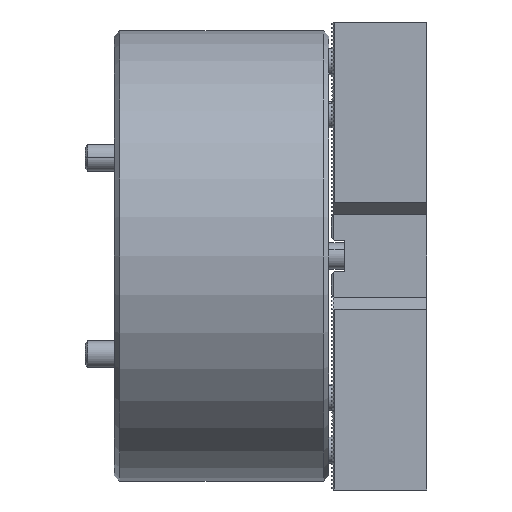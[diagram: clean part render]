
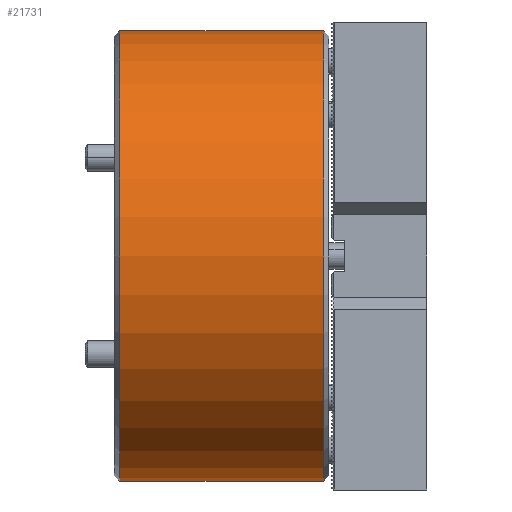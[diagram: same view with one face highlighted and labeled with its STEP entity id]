
A CAD part, front view. The second image highlights one B-rep face of the part: STEP entity #21731.
In plain terms, the highlighted cylindrical face has radius 85 mm (diameter 170 mm), a partial arc.
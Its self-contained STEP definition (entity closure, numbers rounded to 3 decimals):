
#1623 = VERTEX_POINT ( 'NONE', #8746 ) ;
#2278 = LINE ( 'NONE', #9033, #5318 ) ;
#2633 = ORIENTED_EDGE ( 'NONE', *, *, #21890, .T. ) ;
#2666 = ORIENTED_EDGE ( 'NONE', *, *, #3205, .F. ) ;
#3200 = CARTESIAN_POINT ( 'NONE',  ( 329.829, 0., 85. ) ) ;
#3205 = EDGE_CURVE ( 'NONE', #6024, #1623, #18450, .T. ) ;
#3286 = CARTESIAN_POINT ( 'NONE',  ( 329.829, 0., 0. ) ) ;
#3312 = VECTOR ( 'NONE', #9964, 1000. ) ;
#3860 = DIRECTION ( 'NONE',  ( -1., 0., 0. ) ) ;
#5318 = VECTOR ( 'NONE', #15863, 1000. ) ;
#5665 = AXIS2_PLACEMENT_3D ( 'NONE', #3286, #10055, #16882 ) ;
#5840 = CARTESIAN_POINT ( 'NONE',  ( 2., 0., 0. ) ) ;
#6024 = VERTEX_POINT ( 'NONE', #6433 ) ;
#6433 = CARTESIAN_POINT ( 'NONE',  ( 2., 0., 85. ) ) ;
#6461 = VERTEX_POINT ( 'NONE', #21648 ) ;
#6612 = AXIS2_PLACEMENT_3D ( 'NONE', #19115, #3860, #10632 ) ;
#8500 = EDGE_CURVE ( 'NONE', #6024, #9903, #15849, .T. ) ;
#8532 = EDGE_LOOP ( 'NONE', ( #2666, #8696, #2633, #16137 ) ) ;
#8696 = ORIENTED_EDGE ( 'NONE', *, *, #8500, .T. ) ;
#8746 = CARTESIAN_POINT ( 'NONE',  ( 79., 0., 85. ) ) ;
#9033 = CARTESIAN_POINT ( 'NONE',  ( 329.829, 0., -85. ) ) ;
#9903 = VERTEX_POINT ( 'NONE', #21870 ) ;
#9964 = DIRECTION ( 'NONE',  ( 1., 0., 0. ) ) ;
#10055 = DIRECTION ( 'NONE',  ( 1., 0., 0. ) ) ;
#10632 = DIRECTION ( 'NONE',  ( 0., 0., -1. ) ) ;
#10800 = EDGE_CURVE ( 'NONE', #6461, #1623, #16222, .T. ) ;
#11743 = FACE_OUTER_BOUND ( 'NONE', #8532, .T. ) ;
#12631 = DIRECTION ( 'NONE',  ( 1., 0., 0. ) ) ;
#14065 = AXIS2_PLACEMENT_3D ( 'NONE', #5840, #12631, #19430 ) ;
#15849 = CIRCLE ( 'NONE', #14065, 85. ) ;
#15863 = DIRECTION ( 'NONE',  ( 1., 0., 0. ) ) ;
#16137 = ORIENTED_EDGE ( 'NONE', *, *, #10800, .T. ) ;
#16222 = CIRCLE ( 'NONE', #6612, 85. ) ;
#16882 = DIRECTION ( 'NONE',  ( 0., 0., -1. ) ) ;
#18450 = LINE ( 'NONE', #3200, #3312 ) ;
#18544 = CYLINDRICAL_SURFACE ( 'NONE', #5665, 85. ) ;
#19115 = CARTESIAN_POINT ( 'NONE',  ( 79., 0., 0. ) ) ;
#19430 = DIRECTION ( 'NONE',  ( 0., 0., 1. ) ) ;
#21648 = CARTESIAN_POINT ( 'NONE',  ( 79., 0., -85. ) ) ;
#21731 = ADVANCED_FACE ( 'NONE', ( #11743 ), #18544, .T. ) ;
#21870 = CARTESIAN_POINT ( 'NONE',  ( 2., 0., -85. ) ) ;
#21890 = EDGE_CURVE ( 'NONE', #9903, #6461, #2278, .T. ) ;
